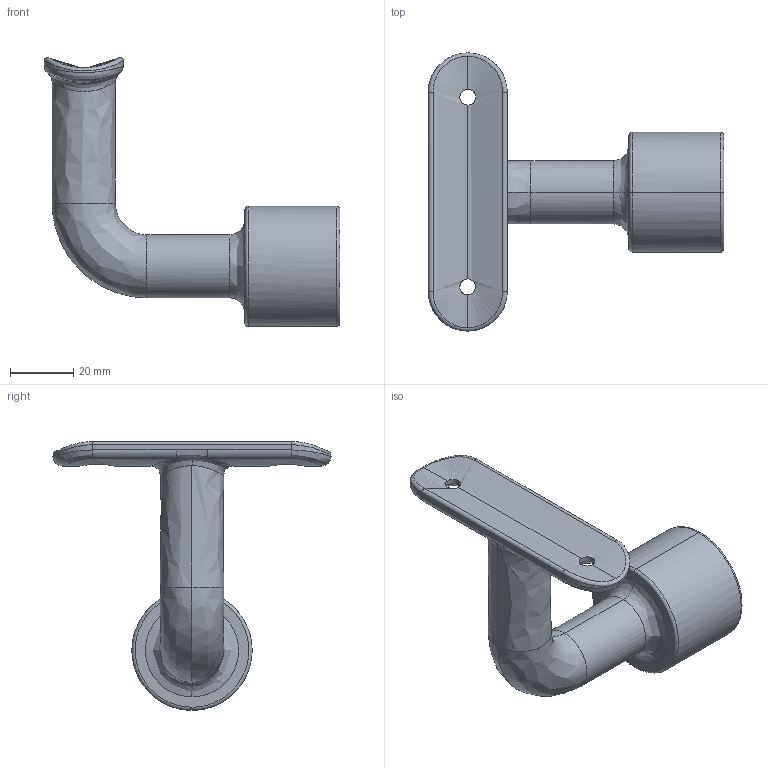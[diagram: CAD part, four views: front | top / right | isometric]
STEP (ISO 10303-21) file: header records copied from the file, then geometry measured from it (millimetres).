
FILE_DESCRIPTION (( 'STEP AP203' ), '1' );
FILE_NAME ('DDA040010A DDA-04A LEVEL HANDRAIL INTERMEDIATE POST BRKT.STEP', '2020-08-15T16:41:54', ( '' ), ( '' ), 'SwSTEP 2.0', 'SolidWorks 2018', '' );
FILE_SCHEMA (( 'CONFIG_CONTROL_DESIGN' ));
Length unit declared in the file: millimetre
Products named in the file (1): DDA040010A DDA-04A LEVEL HANDRAIL INTERMEDIATE POST BRKT
Bounding box: 93.5 x 88 x 85.01 mm (x, y, z)
Volume: 63030.9 mm3; surface area: 18270.7 mm2
Topology: 1 solids, 1 shells, 55 faces, 135 edges, 80 vertices
Faces by surface type: bspline 55
Entity records: 5974 total; most frequent: CARTESIAN_POINT 5142, ORIENTED_EDGE 270, EDGE_CURVE 135, B_SPLINE_CURVE_WITH_KNOTS 89, VERTEX_POINT 80, EDGE_LOOP 57, ADVANCED_FACE 55, FACE_OUTER_BOUND 55
